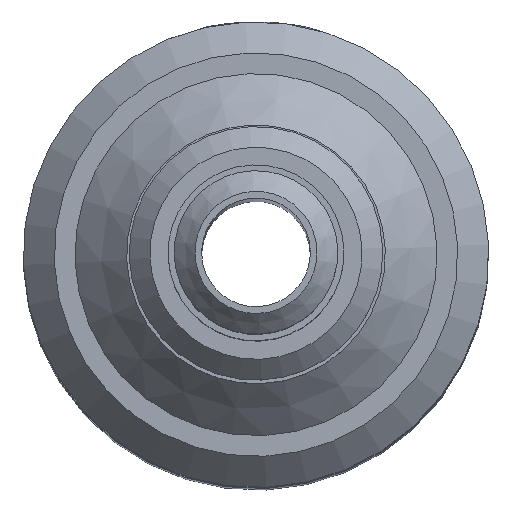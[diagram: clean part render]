
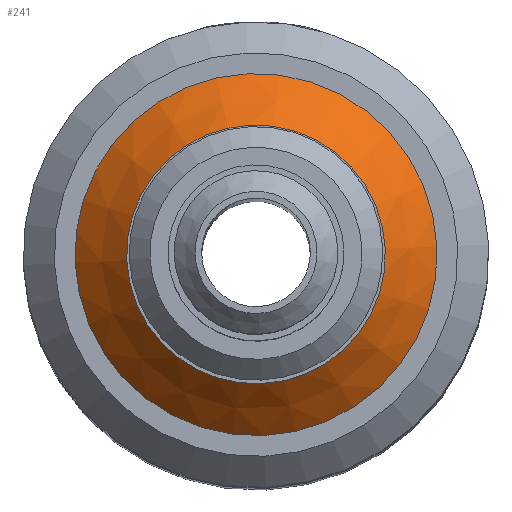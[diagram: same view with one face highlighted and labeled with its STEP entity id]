
A CAD part, top view. The second image highlights one B-rep face of the part: STEP entity #241.
In plain terms, the highlighted conical face has half-angle 45 degrees and reference radius 1.25 mm.
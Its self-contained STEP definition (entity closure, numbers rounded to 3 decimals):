
#185=CONICAL_SURFACE('',#1138,1.25,45.);
#241=ADVANCED_FACE('',(#363,#364),#185,.T.);
#302=CIRCLE('',#1135,1.25);
#303=CIRCLE('',#1137,1.75);
#363=FACE_BOUND('',#455,.T.);
#364=FACE_BOUND('',#456,.T.);
#455=EDGE_LOOP('',(#676));
#456=EDGE_LOOP('',(#677));
#676=ORIENTED_EDGE('',*,*,#950,.T.);
#677=ORIENTED_EDGE('',*,*,#949,.F.);
#832=VERTEX_POINT('',#1848);
#833=VERTEX_POINT('',#1851);
#949=EDGE_CURVE('',#832,#832,#302,.T.);
#950=EDGE_CURVE('',#833,#833,#303,.T.);
#1135=AXIS2_PLACEMENT_3D('',#1847,#1252,#1253);
#1137=AXIS2_PLACEMENT_3D('',#1850,#1256,#1257);
#1138=AXIS2_PLACEMENT_3D('',#1852,#1258,#1259);
#1252=DIRECTION('',(0.,0.,1.));
#1253=DIRECTION('',(0.924,0.383,0.));
#1256=DIRECTION('',(0.,0.,1.));
#1257=DIRECTION('',(0.924,0.383,0.));
#1258=DIRECTION('',(0.,0.,-1.));
#1259=DIRECTION('',(0.924,0.383,0.));
#1847=CARTESIAN_POINT('',(0.,0.,15.7));
#1848=CARTESIAN_POINT('',(1.155,0.479,15.7));
#1850=CARTESIAN_POINT('',(0.,0.,15.2));
#1851=CARTESIAN_POINT('',(1.617,0.67,15.2));
#1852=CARTESIAN_POINT('',(0.,0.,15.7));
